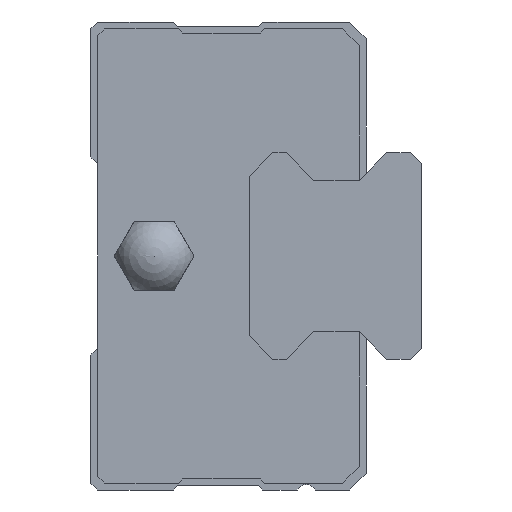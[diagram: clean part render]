
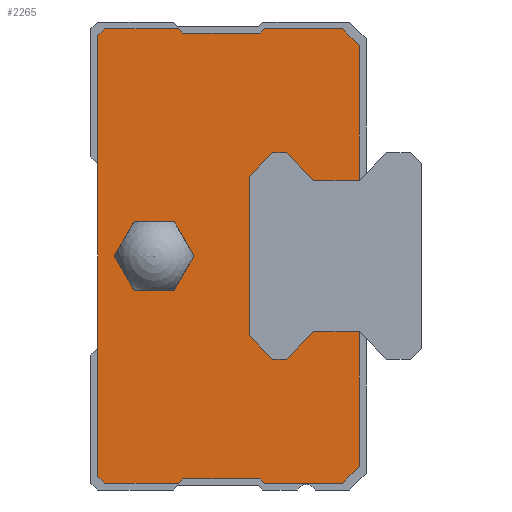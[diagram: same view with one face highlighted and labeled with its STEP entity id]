
A CAD part, left-side view. The second image highlights one B-rep face of the part: STEP entity #2265.
In plain terms, the highlighted planar face has unit normal (-1, 0, 0).
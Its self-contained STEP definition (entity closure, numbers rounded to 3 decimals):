
#490=ORIENTED_EDGE('',*,*,#890,.F.);
#491=ORIENTED_EDGE('',*,*,#921,.F.);
#492=ORIENTED_EDGE('',*,*,#919,.F.);
#493=ORIENTED_EDGE('',*,*,#917,.F.);
#494=ORIENTED_EDGE('',*,*,#915,.F.);
#495=ORIENTED_EDGE('',*,*,#913,.F.);
#496=ORIENTED_EDGE('',*,*,#911,.F.);
#497=ORIENTED_EDGE('',*,*,#909,.F.);
#498=ORIENTED_EDGE('',*,*,#907,.F.);
#499=ORIENTED_EDGE('',*,*,#905,.F.);
#500=ORIENTED_EDGE('',*,*,#811,.F.);
#501=ORIENTED_EDGE('',*,*,#808,.F.);
#502=ORIENTED_EDGE('',*,*,#805,.F.);
#503=ORIENTED_EDGE('',*,*,#802,.F.);
#504=ORIENTED_EDGE('',*,*,#799,.F.);
#505=ORIENTED_EDGE('',*,*,#796,.F.);
#506=ORIENTED_EDGE('',*,*,#793,.F.);
#507=ORIENTED_EDGE('',*,*,#790,.F.);
#508=ORIENTED_EDGE('',*,*,#786,.F.);
#509=ORIENTED_EDGE('',*,*,#904,.F.);
#510=ORIENTED_EDGE('',*,*,#902,.F.);
#511=ORIENTED_EDGE('',*,*,#900,.F.);
#512=ORIENTED_EDGE('',*,*,#898,.F.);
#513=ORIENTED_EDGE('',*,*,#896,.F.);
#514=ORIENTED_EDGE('',*,*,#894,.F.);
#515=ORIENTED_EDGE('',*,*,#892,.F.);
#516=ORIENTED_EDGE('',*,*,#922,.T.);
#517=ORIENTED_EDGE('',*,*,#923,.T.);
#518=ORIENTED_EDGE('',*,*,#924,.T.);
#519=ORIENTED_EDGE('',*,*,#925,.T.);
#520=ORIENTED_EDGE('',*,*,#926,.T.);
#521=ORIENTED_EDGE('',*,*,#927,.T.);
#786=EDGE_CURVE('',#1089,#1090,#1307,.T.);
#790=EDGE_CURVE('',#1090,#1093,#1311,.T.);
#793=EDGE_CURVE('',#1093,#1095,#1314,.T.);
#796=EDGE_CURVE('',#1095,#1097,#1317,.T.);
#799=EDGE_CURVE('',#1097,#1099,#1320,.T.);
#802=EDGE_CURVE('',#1099,#1101,#1323,.T.);
#805=EDGE_CURVE('',#1101,#1103,#1326,.T.);
#808=EDGE_CURVE('',#1103,#1105,#1329,.T.);
#811=EDGE_CURVE('',#1105,#1107,#1332,.T.);
#890=EDGE_CURVE('',#1146,#1147,#1404,.T.);
#892=EDGE_CURVE('',#1147,#1148,#1406,.T.);
#894=EDGE_CURVE('',#1148,#1149,#1408,.T.);
#896=EDGE_CURVE('',#1149,#1150,#1410,.T.);
#898=EDGE_CURVE('',#1150,#1151,#1412,.T.);
#900=EDGE_CURVE('',#1151,#1152,#1414,.T.);
#902=EDGE_CURVE('',#1152,#1153,#1416,.T.);
#904=EDGE_CURVE('',#1153,#1089,#1418,.T.);
#905=EDGE_CURVE('',#1107,#1154,#1419,.T.);
#907=EDGE_CURVE('',#1154,#1155,#1421,.T.);
#909=EDGE_CURVE('',#1155,#1156,#1423,.T.);
#911=EDGE_CURVE('',#1156,#1157,#1425,.T.);
#913=EDGE_CURVE('',#1157,#1158,#1427,.T.);
#915=EDGE_CURVE('',#1158,#1159,#1429,.T.);
#917=EDGE_CURVE('',#1159,#1160,#1431,.T.);
#919=EDGE_CURVE('',#1160,#1161,#1433,.T.);
#921=EDGE_CURVE('',#1161,#1146,#1435,.T.);
#922=EDGE_CURVE('',#1162,#1163,#1436,.T.);
#923=EDGE_CURVE('',#1163,#1164,#1437,.T.);
#924=EDGE_CURVE('',#1164,#1165,#1438,.T.);
#925=EDGE_CURVE('',#1165,#1166,#1439,.T.);
#926=EDGE_CURVE('',#1166,#1167,#1440,.T.);
#927=EDGE_CURVE('',#1167,#1162,#1441,.T.);
#1089=VERTEX_POINT('',#3249);
#1090=VERTEX_POINT('',#3251);
#1093=VERTEX_POINT('',#3259);
#1095=VERTEX_POINT('',#3265);
#1097=VERTEX_POINT('',#3271);
#1099=VERTEX_POINT('',#3277);
#1101=VERTEX_POINT('',#3283);
#1103=VERTEX_POINT('',#3289);
#1105=VERTEX_POINT('',#3295);
#1107=VERTEX_POINT('',#3301);
#1146=VERTEX_POINT('',#3461);
#1147=VERTEX_POINT('',#3463);
#1148=VERTEX_POINT('',#3467);
#1149=VERTEX_POINT('',#3471);
#1150=VERTEX_POINT('',#3475);
#1151=VERTEX_POINT('',#3479);
#1152=VERTEX_POINT('',#3483);
#1153=VERTEX_POINT('',#3487);
#1154=VERTEX_POINT('',#3493);
#1155=VERTEX_POINT('',#3497);
#1156=VERTEX_POINT('',#3501);
#1157=VERTEX_POINT('',#3505);
#1158=VERTEX_POINT('',#3509);
#1159=VERTEX_POINT('',#3513);
#1160=VERTEX_POINT('',#3517);
#1161=VERTEX_POINT('',#3521);
#1162=VERTEX_POINT('',#3527);
#1163=VERTEX_POINT('',#3528);
#1164=VERTEX_POINT('',#3530);
#1165=VERTEX_POINT('',#3532);
#1166=VERTEX_POINT('',#3534);
#1167=VERTEX_POINT('',#3536);
#1307=LINE('',#3250,#1595);
#1311=LINE('',#3258,#1599);
#1314=LINE('',#3264,#1602);
#1317=LINE('',#3270,#1605);
#1320=LINE('',#3276,#1608);
#1323=LINE('',#3282,#1611);
#1326=LINE('',#3288,#1614);
#1329=LINE('',#3294,#1617);
#1332=LINE('',#3300,#1620);
#1404=LINE('',#3462,#1692);
#1406=LINE('',#3466,#1694);
#1408=LINE('',#3470,#1696);
#1410=LINE('',#3474,#1698);
#1412=LINE('',#3478,#1700);
#1414=LINE('',#3482,#1702);
#1416=LINE('',#3486,#1704);
#1418=LINE('',#3490,#1706);
#1419=LINE('',#3492,#1707);
#1421=LINE('',#3496,#1709);
#1423=LINE('',#3500,#1711);
#1425=LINE('',#3504,#1713);
#1427=LINE('',#3508,#1715);
#1429=LINE('',#3512,#1717);
#1431=LINE('',#3516,#1719);
#1433=LINE('',#3520,#1721);
#1435=LINE('',#3524,#1723);
#1436=LINE('',#3526,#1724);
#1437=LINE('',#3529,#1725);
#1438=LINE('',#3531,#1726);
#1439=LINE('',#3533,#1727);
#1440=LINE('',#3535,#1728);
#1441=LINE('',#3537,#1729);
#1595=VECTOR('',#2601,1000.);
#1599=VECTOR('',#2607,1000.);
#1602=VECTOR('',#2612,1000.);
#1605=VECTOR('',#2617,1000.);
#1608=VECTOR('',#2622,1000.);
#1611=VECTOR('',#2627,1000.);
#1614=VECTOR('',#2632,1000.);
#1617=VECTOR('',#2637,1000.);
#1620=VECTOR('',#2642,1000.);
#1692=VECTOR('',#2814,1000.);
#1694=VECTOR('',#2818,1000.);
#1696=VECTOR('',#2822,1000.);
#1698=VECTOR('',#2826,1000.);
#1700=VECTOR('',#2830,1000.);
#1702=VECTOR('',#2834,1000.);
#1704=VECTOR('',#2838,1000.);
#1706=VECTOR('',#2842,1000.);
#1707=VECTOR('',#2845,1000.);
#1709=VECTOR('',#2849,1000.);
#1711=VECTOR('',#2853,1000.);
#1713=VECTOR('',#2857,1000.);
#1715=VECTOR('',#2861,1000.);
#1717=VECTOR('',#2865,1000.);
#1719=VECTOR('',#2869,1000.);
#1721=VECTOR('',#2873,1000.);
#1723=VECTOR('',#2877,1000.);
#1724=VECTOR('',#2880,1000.);
#1725=VECTOR('',#2881,1000.);
#1726=VECTOR('',#2882,1000.);
#1727=VECTOR('',#2883,1000.);
#1728=VECTOR('',#2884,1000.);
#1729=VECTOR('',#2885,1000.);
#1884=EDGE_LOOP('',(#490,#491,#492,#493,#494,#495,#496,#497,#498,#499,#500,
#501,#502,#503,#504,#505,#506,#507,#508,#509,#510,#511,#512,#513,#514,#515));
#1885=EDGE_LOOP('',(#516,#517,#518,#519,#520,#521));
#2024=FACE_BOUND('',#1884,.T.);
#2025=FACE_BOUND('',#1885,.T.);
#2151=PLANE('',#2423);
#2265=ADVANCED_FACE('',(#2024,#2025),#2151,.F.);
#2423=AXIS2_PLACEMENT_3D('',#3525,#2878,#2879);
#2601=DIRECTION('',(0.,1.,0.));
#2607=DIRECTION('',(0.,0.707,0.707));
#2612=DIRECTION('',(0.,1.,0.));
#2617=DIRECTION('',(0.,0.711,-0.703));
#2622=DIRECTION('',(0.,0.,-1.));
#2627=DIRECTION('',(0.,-0.711,-0.703));
#2632=DIRECTION('',(0.,-1.,0.));
#2637=DIRECTION('',(0.,-0.707,0.707));
#2642=DIRECTION('',(0.,-1.,0.));
#2814=DIRECTION('',(0.,-0.707,0.707));
#2818=DIRECTION('',(0.,-1.,0.));
#2822=DIRECTION('',(0.,-0.707,-0.707));
#2826=DIRECTION('',(0.,-1.,0.));
#2830=DIRECTION('',(0.,-0.707,0.707));
#2834=DIRECTION('',(0.,-1.,0.));
#2838=DIRECTION('',(0.,-0.707,-0.707));
#2842=DIRECTION('',(0.,0.,-1.));
#2845=DIRECTION('',(0.,0.,-1.));
#2849=DIRECTION('',(0.,0.707,-0.707));
#2853=DIRECTION('',(0.,1.,0.));
#2857=DIRECTION('',(0.,0.707,0.707));
#2861=DIRECTION('',(0.,1.,0.));
#2865=DIRECTION('',(0.,0.707,-0.707));
#2869=DIRECTION('',(0.,1.,0.));
#2873=DIRECTION('',(0.,0.707,0.707));
#2877=DIRECTION('',(0.,0.,1.));
#2878=DIRECTION('',(1.,0.,0.));
#2879=DIRECTION('',(0.,0.,-1.));
#2880=DIRECTION('',(0.,1.,0.));
#2881=DIRECTION('',(0.,0.5,0.866));
#2882=DIRECTION('',(0.,-0.5,0.866));
#2883=DIRECTION('',(0.,-1.,0.));
#2884=DIRECTION('',(0.,-0.5,-0.866));
#2885=DIRECTION('',(0.,0.5,-0.866));
#3249=CARTESIAN_POINT('',(-20.25,-19.5,5.5));
#3250=CARTESIAN_POINT('',(-20.25,-19.5,5.5));
#3251=CARTESIAN_POINT('',(-20.25,-16.2,5.5));
#3258=CARTESIAN_POINT('',(-20.25,-16.2,5.5));
#3259=CARTESIAN_POINT('',(-20.25,-14.2,7.5));
#3264=CARTESIAN_POINT('',(-20.25,-14.2,7.5));
#3265=CARTESIAN_POINT('',(-20.25,-13.22,7.5));
#3270=CARTESIAN_POINT('',(-20.25,-13.22,7.5));
#3271=CARTESIAN_POINT('',(-20.25,-11.5,5.8));
#3276=CARTESIAN_POINT('',(-20.25,-11.5,5.8));
#3277=CARTESIAN_POINT('',(-20.25,-11.5,-5.8));
#3282=CARTESIAN_POINT('',(-20.25,-11.5,-5.8));
#3283=CARTESIAN_POINT('',(-20.25,-13.22,-7.5));
#3288=CARTESIAN_POINT('',(-20.25,-13.22,-7.5));
#3289=CARTESIAN_POINT('',(-20.25,-14.2,-7.5));
#3294=CARTESIAN_POINT('',(-20.25,-14.2,-7.5));
#3295=CARTESIAN_POINT('',(-20.25,-16.2,-5.5));
#3300=CARTESIAN_POINT('',(-20.25,-16.2,-5.5));
#3301=CARTESIAN_POINT('',(-20.25,-19.5,-5.5));
#3461=CARTESIAN_POINT('',(-20.25,-0.5,16.));
#3462=CARTESIAN_POINT('',(-20.25,-0.5,16.));
#3463=CARTESIAN_POINT('',(-20.25,-1.,16.5));
#3466=CARTESIAN_POINT('',(-20.25,-1.,16.5));
#3467=CARTESIAN_POINT('',(-20.25,-6.375,16.5));
#3470=CARTESIAN_POINT('',(-20.25,-6.375,16.5));
#3471=CARTESIAN_POINT('',(-20.25,-6.675,16.2));
#3474=CARTESIAN_POINT('',(-20.25,-6.675,16.2));
#3475=CARTESIAN_POINT('',(-20.25,-12.325,16.2));
#3478=CARTESIAN_POINT('',(-20.25,-12.325,16.2));
#3479=CARTESIAN_POINT('',(-20.25,-12.625,16.5));
#3482=CARTESIAN_POINT('',(-20.25,-12.625,16.5));
#3483=CARTESIAN_POINT('',(-20.25,-18.3,16.5));
#3486=CARTESIAN_POINT('',(-20.25,-18.3,16.5));
#3487=CARTESIAN_POINT('',(-20.25,-19.5,15.3));
#3490=CARTESIAN_POINT('',(-20.25,-19.5,15.3));
#3492=CARTESIAN_POINT('',(-20.25,-19.5,-5.5));
#3493=CARTESIAN_POINT('',(-20.25,-19.5,-15.3));
#3496=CARTESIAN_POINT('',(-20.25,-19.5,-15.3));
#3497=CARTESIAN_POINT('',(-20.25,-18.3,-16.5));
#3500=CARTESIAN_POINT('',(-20.25,-18.3,-16.5));
#3501=CARTESIAN_POINT('',(-20.25,-12.625,-16.5));
#3504=CARTESIAN_POINT('',(-20.25,-12.625,-16.5));
#3505=CARTESIAN_POINT('',(-20.25,-12.325,-16.2));
#3508=CARTESIAN_POINT('',(-20.25,-12.325,-16.2));
#3509=CARTESIAN_POINT('',(-20.25,-6.675,-16.2));
#3512=CARTESIAN_POINT('',(-20.25,-6.675,-16.2));
#3513=CARTESIAN_POINT('',(-20.25,-6.375,-16.5));
#3516=CARTESIAN_POINT('',(-20.25,-6.375,-16.5));
#3517=CARTESIAN_POINT('',(-20.25,-1.,-16.5));
#3520=CARTESIAN_POINT('',(-20.25,-1.,-16.5));
#3521=CARTESIAN_POINT('',(-20.25,-0.5,-16.));
#3524=CARTESIAN_POINT('',(-20.25,-0.5,-16.));
#3525=CARTESIAN_POINT('',(-20.25,0.,0.));
#3526=CARTESIAN_POINT('',(-20.25,-6.043,-2.5));
#3527=CARTESIAN_POINT('',(-20.25,-6.043,-2.5));
#3528=CARTESIAN_POINT('',(-20.25,-3.157,-2.5));
#3529=CARTESIAN_POINT('',(-20.25,-3.157,-2.5));
#3530=CARTESIAN_POINT('',(-20.25,-1.713,0.));
#3531=CARTESIAN_POINT('',(-20.25,-1.713,0.));
#3532=CARTESIAN_POINT('',(-20.25,-3.157,2.5));
#3533=CARTESIAN_POINT('',(-20.25,-3.157,2.5));
#3534=CARTESIAN_POINT('',(-20.25,-6.043,2.5));
#3535=CARTESIAN_POINT('',(-20.25,-6.043,2.5));
#3536=CARTESIAN_POINT('',(-20.25,-7.487,0.));
#3537=CARTESIAN_POINT('',(-20.25,-7.487,0.));
